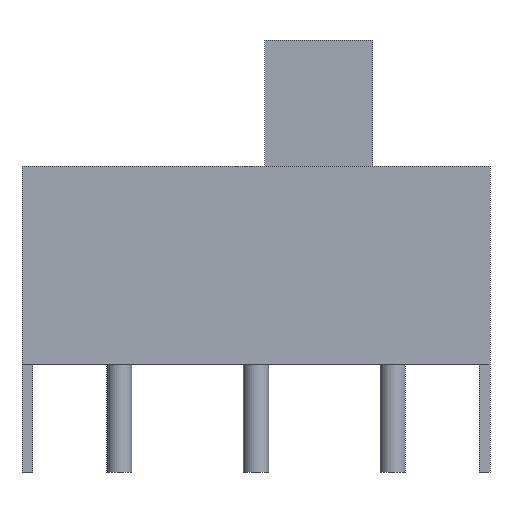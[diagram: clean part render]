
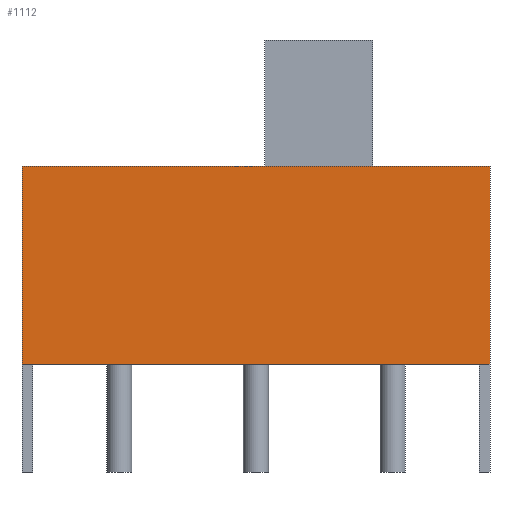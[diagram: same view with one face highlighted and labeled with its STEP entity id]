
A CAD part, front view. The second image highlights one B-rep face of the part: STEP entity #1112.
In plain terms, the highlighted planar face has unit normal (0, -1, 0).
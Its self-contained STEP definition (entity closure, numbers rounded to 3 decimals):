
#59 = PLANE('',#60);
#60 = AXIS2_PLACEMENT_3D('',#61,#62,#63);
#61 = CARTESIAN_POINT('',(-6.5,-2.75,0.));
#62 = DIRECTION('',(-1.,0.,0.));
#63 = DIRECTION('',(0.,1.,0.));
#87 = PLANE('',#88);
#88 = AXIS2_PLACEMENT_3D('',#89,#90,#91);
#89 = CARTESIAN_POINT('',(0.,0.,5.5));
#90 = DIRECTION('',(-0.,-0.,-1.));
#91 = DIRECTION('',(-1.,0.,0.));
#115 = PLANE('',#116);
#116 = AXIS2_PLACEMENT_3D('',#117,#118,#119);
#117 = CARTESIAN_POINT('',(6.5,2.75,0.));
#118 = DIRECTION('',(1.,0.,0.));
#119 = DIRECTION('',(0.,-1.,0.));
#171 = PLANE('',#172);
#172 = AXIS2_PLACEMENT_3D('',#173,#174,#175);
#173 = CARTESIAN_POINT('',(0.,0.,0.));
#174 = DIRECTION('',(-0.,-0.,-1.));
#175 = DIRECTION('',(-1.,0.,0.));
#212 = EDGE_CURVE('',#213,#215,#217,.T.);
#213 = VERTEX_POINT('',#214);
#214 = CARTESIAN_POINT('',(-6.5,-2.75,0.));
#215 = VERTEX_POINT('',#216);
#216 = CARTESIAN_POINT('',(-6.5,-2.75,5.5));
#217 = SURFACE_CURVE('',#218,(#222,#229),.PCURVE_S1.);
#218 = LINE('',#219,#220);
#219 = CARTESIAN_POINT('',(-6.5,-2.75,0.));
#220 = VECTOR('',#221,1.);
#221 = DIRECTION('',(0.,0.,1.));
#222 = PCURVE('',#59,#223);
#223 = DEFINITIONAL_REPRESENTATION('',(#224),#228);
#224 = LINE('',#225,#226);
#225 = CARTESIAN_POINT('',(0.,0.));
#226 = VECTOR('',#227,1.);
#227 = DIRECTION('',(0.,-1.));
#228 = ( GEOMETRIC_REPRESENTATION_CONTEXT(2) 
PARAMETRIC_REPRESENTATION_CONTEXT() REPRESENTATION_CONTEXT('2D SPACE',''
  ) );
#229 = PCURVE('',#230,#235);
#230 = PLANE('',#231);
#231 = AXIS2_PLACEMENT_3D('',#232,#233,#234);
#232 = CARTESIAN_POINT('',(6.5,-2.75,0.));
#233 = DIRECTION('',(0.,-1.,0.));
#234 = DIRECTION('',(-1.,0.,0.));
#235 = DEFINITIONAL_REPRESENTATION('',(#236),#240);
#236 = LINE('',#237,#238);
#237 = CARTESIAN_POINT('',(13.,0.));
#238 = VECTOR('',#239,1.);
#239 = DIRECTION('',(0.,-1.));
#240 = ( GEOMETRIC_REPRESENTATION_CONTEXT(2) 
PARAMETRIC_REPRESENTATION_CONTEXT() REPRESENTATION_CONTEXT('2D SPACE',''
  ) );
#346 = VERTEX_POINT('',#347);
#347 = CARTESIAN_POINT('',(6.5,-2.75,5.5));
#368 = EDGE_CURVE('',#369,#346,#371,.T.);
#369 = VERTEX_POINT('',#370);
#370 = CARTESIAN_POINT('',(6.5,-2.75,0.));
#371 = SURFACE_CURVE('',#372,(#376,#383),.PCURVE_S1.);
#372 = LINE('',#373,#374);
#373 = CARTESIAN_POINT('',(6.5,-2.75,0.));
#374 = VECTOR('',#375,1.);
#375 = DIRECTION('',(0.,0.,1.));
#376 = PCURVE('',#115,#377);
#377 = DEFINITIONAL_REPRESENTATION('',(#378),#382);
#378 = LINE('',#379,#380);
#379 = CARTESIAN_POINT('',(5.5,0.));
#380 = VECTOR('',#381,1.);
#381 = DIRECTION('',(0.,-1.));
#382 = ( GEOMETRIC_REPRESENTATION_CONTEXT(2) 
PARAMETRIC_REPRESENTATION_CONTEXT() REPRESENTATION_CONTEXT('2D SPACE',''
  ) );
#383 = PCURVE('',#230,#384);
#384 = DEFINITIONAL_REPRESENTATION('',(#385),#389);
#385 = LINE('',#386,#387);
#386 = CARTESIAN_POINT('',(0.,-0.));
#387 = VECTOR('',#388,1.);
#388 = DIRECTION('',(0.,-1.));
#389 = ( GEOMETRIC_REPRESENTATION_CONTEXT(2) 
PARAMETRIC_REPRESENTATION_CONTEXT() REPRESENTATION_CONTEXT('2D SPACE',''
  ) );
#660 = VERTEX_POINT('',#661);
#661 = CARTESIAN_POINT('',(6.2,-2.75,0.));
#687 = EDGE_CURVE('',#660,#688,#690,.T.);
#688 = VERTEX_POINT('',#689);
#689 = CARTESIAN_POINT('',(-6.2,-2.75,0.));
#690 = SURFACE_CURVE('',#691,(#695,#702),.PCURVE_S1.);
#691 = LINE('',#692,#693);
#692 = CARTESIAN_POINT('',(6.5,-2.75,0.));
#693 = VECTOR('',#694,1.);
#694 = DIRECTION('',(-1.,0.,0.));
#695 = PCURVE('',#171,#696);
#696 = DEFINITIONAL_REPRESENTATION('',(#697),#701);
#697 = LINE('',#698,#699);
#698 = CARTESIAN_POINT('',(-6.5,-2.75));
#699 = VECTOR('',#700,1.);
#700 = DIRECTION('',(1.,0.));
#701 = ( GEOMETRIC_REPRESENTATION_CONTEXT(2) 
PARAMETRIC_REPRESENTATION_CONTEXT() REPRESENTATION_CONTEXT('2D SPACE',''
  ) );
#702 = PCURVE('',#230,#703);
#703 = DEFINITIONAL_REPRESENTATION('',(#704),#708);
#704 = LINE('',#705,#706);
#705 = CARTESIAN_POINT('',(0.,-0.));
#706 = VECTOR('',#707,1.);
#707 = DIRECTION('',(1.,0.));
#708 = ( GEOMETRIC_REPRESENTATION_CONTEXT(2) 
PARAMETRIC_REPRESENTATION_CONTEXT() REPRESENTATION_CONTEXT('2D SPACE',''
  ) );
#977 = EDGE_CURVE('',#346,#215,#978,.T.);
#978 = SURFACE_CURVE('',#979,(#983,#990),.PCURVE_S1.);
#979 = LINE('',#980,#981);
#980 = CARTESIAN_POINT('',(6.5,-2.75,5.5));
#981 = VECTOR('',#982,1.);
#982 = DIRECTION('',(-1.,0.,0.));
#983 = PCURVE('',#87,#984);
#984 = DEFINITIONAL_REPRESENTATION('',(#985),#989);
#985 = LINE('',#986,#987);
#986 = CARTESIAN_POINT('',(-6.5,-2.75));
#987 = VECTOR('',#988,1.);
#988 = DIRECTION('',(1.,0.));
#989 = ( GEOMETRIC_REPRESENTATION_CONTEXT(2) 
PARAMETRIC_REPRESENTATION_CONTEXT() REPRESENTATION_CONTEXT('2D SPACE',''
  ) );
#990 = PCURVE('',#230,#991);
#991 = DEFINITIONAL_REPRESENTATION('',(#992),#996);
#992 = LINE('',#993,#994);
#993 = CARTESIAN_POINT('',(0.,-5.5));
#994 = VECTOR('',#995,1.);
#995 = DIRECTION('',(1.,0.));
#996 = ( GEOMETRIC_REPRESENTATION_CONTEXT(2) 
PARAMETRIC_REPRESENTATION_CONTEXT() REPRESENTATION_CONTEXT('2D SPACE',''
  ) );
#1112 = ADVANCED_FACE('',(#1113),#230,.T.);
#1113 = FACE_BOUND('',#1114,.T.);
#1114 = EDGE_LOOP('',(#1115,#1116,#1117,#1118,#1144,#1145));
#1115 = ORIENTED_EDGE('',*,*,#368,.T.);
#1116 = ORIENTED_EDGE('',*,*,#977,.T.);
#1117 = ORIENTED_EDGE('',*,*,#212,.F.);
#1118 = ORIENTED_EDGE('',*,*,#1119,.F.);
#1119 = EDGE_CURVE('',#688,#213,#1120,.T.);
#1120 = SURFACE_CURVE('',#1121,(#1125,#1132),.PCURVE_S1.);
#1121 = LINE('',#1122,#1123);
#1122 = CARTESIAN_POINT('',(6.5,-2.75,0.));
#1123 = VECTOR('',#1124,1.);
#1124 = DIRECTION('',(-1.,0.,0.));
#1125 = PCURVE('',#230,#1126);
#1126 = DEFINITIONAL_REPRESENTATION('',(#1127),#1131);
#1127 = LINE('',#1128,#1129);
#1128 = CARTESIAN_POINT('',(0.,-0.));
#1129 = VECTOR('',#1130,1.);
#1130 = DIRECTION('',(1.,0.));
#1131 = ( GEOMETRIC_REPRESENTATION_CONTEXT(2) 
PARAMETRIC_REPRESENTATION_CONTEXT() REPRESENTATION_CONTEXT('2D SPACE',''
  ) );
#1132 = PCURVE('',#1133,#1138);
#1133 = PLANE('',#1134);
#1134 = AXIS2_PLACEMENT_3D('',#1135,#1136,#1137);
#1135 = CARTESIAN_POINT('',(-6.5,-2.75,0.));
#1136 = DIRECTION('',(0.,-1.,0.));
#1137 = DIRECTION('',(1.,0.,0.));
#1138 = DEFINITIONAL_REPRESENTATION('',(#1139),#1143);
#1139 = LINE('',#1140,#1141);
#1140 = CARTESIAN_POINT('',(13.,0.));
#1141 = VECTOR('',#1142,1.);
#1142 = DIRECTION('',(-1.,0.));
#1143 = ( GEOMETRIC_REPRESENTATION_CONTEXT(2) 
PARAMETRIC_REPRESENTATION_CONTEXT() REPRESENTATION_CONTEXT('2D SPACE',''
  ) );
#1144 = ORIENTED_EDGE('',*,*,#687,.F.);
#1145 = ORIENTED_EDGE('',*,*,#1146,.F.);
#1146 = EDGE_CURVE('',#369,#660,#1147,.T.);
#1147 = SURFACE_CURVE('',#1148,(#1152,#1159),.PCURVE_S1.);
#1148 = LINE('',#1149,#1150);
#1149 = CARTESIAN_POINT('',(6.5,-2.75,0.));
#1150 = VECTOR('',#1151,1.);
#1151 = DIRECTION('',(-1.,0.,0.));
#1152 = PCURVE('',#230,#1153);
#1153 = DEFINITIONAL_REPRESENTATION('',(#1154),#1158);
#1154 = LINE('',#1155,#1156);
#1155 = CARTESIAN_POINT('',(0.,-0.));
#1156 = VECTOR('',#1157,1.);
#1157 = DIRECTION('',(1.,0.));
#1158 = ( GEOMETRIC_REPRESENTATION_CONTEXT(2) 
PARAMETRIC_REPRESENTATION_CONTEXT() REPRESENTATION_CONTEXT('2D SPACE',''
  ) );
#1159 = PCURVE('',#1160,#1165);
#1160 = PLANE('',#1161);
#1161 = AXIS2_PLACEMENT_3D('',#1162,#1163,#1164);
#1162 = CARTESIAN_POINT('',(6.5,-2.75,0.));
#1163 = DIRECTION('',(0.,1.,0.));
#1164 = DIRECTION('',(-1.,0.,0.));
#1165 = DEFINITIONAL_REPRESENTATION('',(#1166),#1170);
#1166 = LINE('',#1167,#1168);
#1167 = CARTESIAN_POINT('',(0.,0.));
#1168 = VECTOR('',#1169,1.);
#1169 = DIRECTION('',(1.,0.));
#1170 = ( GEOMETRIC_REPRESENTATION_CONTEXT(2) 
PARAMETRIC_REPRESENTATION_CONTEXT() REPRESENTATION_CONTEXT('2D SPACE',''
  ) );
